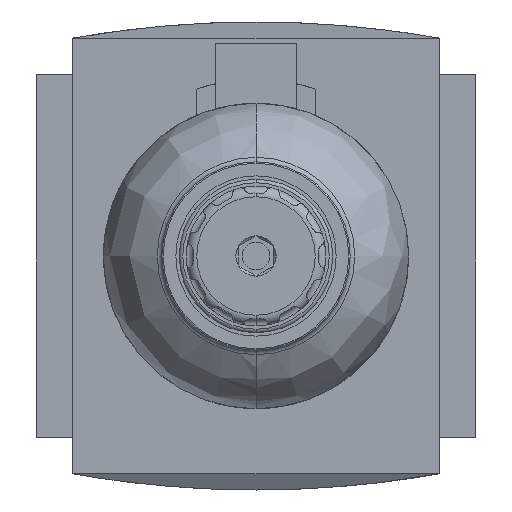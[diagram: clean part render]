
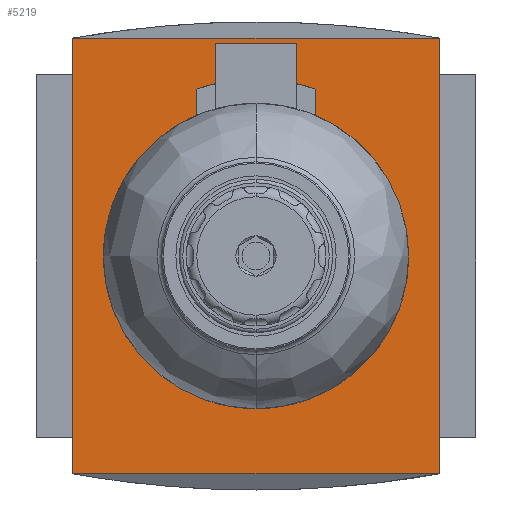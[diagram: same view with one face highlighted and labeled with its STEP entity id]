
A CAD part, front view. The second image highlights one B-rep face of the part: STEP entity #5219.
In plain terms, the highlighted planar face has unit normal (0, -1, 0).
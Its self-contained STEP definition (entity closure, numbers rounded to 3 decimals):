
#1 = VERTEX_POINT ( 'NONE', #863 ) ;
#224 = EDGE_LOOP ( 'NONE', ( #3013, #4742, #2309, #727 ) ) ;
#520 = DIRECTION ( 'NONE',  ( 0., 0., -1. ) ) ;
#727 = ORIENTED_EDGE ( 'NONE', *, *, #19646, .T. ) ;
#863 = CARTESIAN_POINT ( 'NONE',  ( -26.25, -37.5, -31.25 ) ) ;
#1194 = DIRECTION ( 'NONE',  ( 0., 1., 0. ) ) ;
#1697 = EDGE_CURVE ( 'NONE', #1, #4805, #5047, .T. ) ;
#2309 = ORIENTED_EDGE ( 'NONE', *, *, #9398, .F. ) ;
#2753 = DIRECTION ( 'NONE',  ( 1., 0., 0. ) ) ;
#2914 = AXIS2_PLACEMENT_3D ( 'NONE', #8720, #1194, #5700 ) ;
#3013 = ORIENTED_EDGE ( 'NONE', *, *, #1697, .F. ) ;
#3123 = CARTESIAN_POINT ( 'NONE',  ( 26.25, -37.5, -31.25 ) ) ;
#3417 = CARTESIAN_POINT ( 'NONE',  ( 26.25, -37.5, 31.25 ) ) ;
#4223 = CARTESIAN_POINT ( 'NONE',  ( 0., -37.5, 31.25 ) ) ;
#4742 = ORIENTED_EDGE ( 'NONE', *, *, #9150, .T. ) ;
#4805 = VERTEX_POINT ( 'NONE', #13755 ) ;
#5047 = LINE ( 'NONE', #17921, #19151 ) ;
#5219 = ADVANCED_FACE ( 'NONE', ( #12702 ), #19555, .F. ) ;
#5700 = DIRECTION ( 'NONE',  ( 1., 0., 0. ) ) ;
#8720 = CARTESIAN_POINT ( 'NONE',  ( 0., -37.5, 116.435 ) ) ;
#9127 = VECTOR ( 'NONE', #14910, 1000. ) ;
#9150 = EDGE_CURVE ( 'NONE', #1, #12588, #19272, .T. ) ;
#9398 = EDGE_CURVE ( 'NONE', #15961, #12588, #18542, .T. ) ;
#10230 = VECTOR ( 'NONE', #2753, 1000. ) ;
#10482 = CARTESIAN_POINT ( 'NONE',  ( 0., -37.5, -31.25 ) ) ;
#12588 = VERTEX_POINT ( 'NONE', #3123 ) ;
#12702 = FACE_OUTER_BOUND ( 'NONE', #224, .T. ) ;
#13139 = CARTESIAN_POINT ( 'NONE',  ( 26.25, -37.5, 31.25 ) ) ;
#13755 = CARTESIAN_POINT ( 'NONE',  ( -26.25, -37.5, 31.25 ) ) ;
#14156 = LINE ( 'NONE', #4223, #9127 ) ;
#14910 = DIRECTION ( 'NONE',  ( -1., 0., 0. ) ) ;
#15019 = DIRECTION ( 'NONE',  ( 0., 0., 1. ) ) ;
#15961 = VERTEX_POINT ( 'NONE', #13139 ) ;
#17921 = CARTESIAN_POINT ( 'NONE',  ( -26.25, -37.5, -31.25 ) ) ;
#18046 = VECTOR ( 'NONE', #520, 1000. ) ;
#18542 = LINE ( 'NONE', #3417, #18046 ) ;
#19151 = VECTOR ( 'NONE', #15019, 1000. ) ;
#19272 = LINE ( 'NONE', #10482, #10230 ) ;
#19555 = PLANE ( 'NONE',  #2914 ) ;
#19646 = EDGE_CURVE ( 'NONE', #15961, #4805, #14156, .T. ) ;
